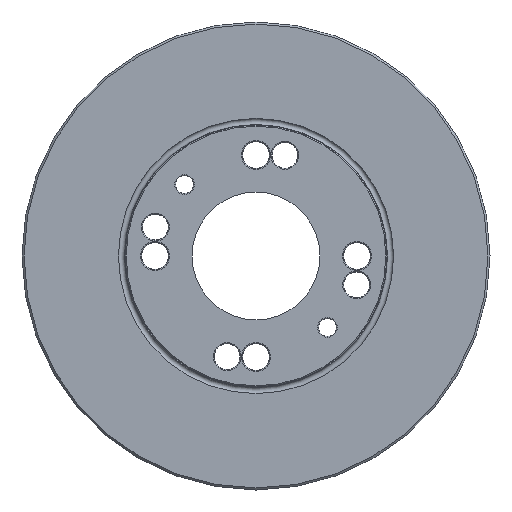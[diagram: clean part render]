
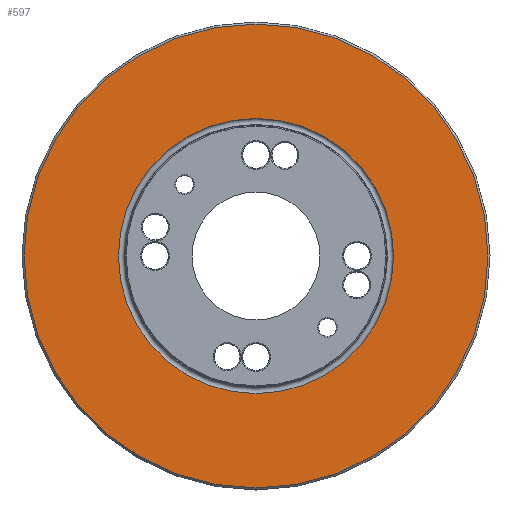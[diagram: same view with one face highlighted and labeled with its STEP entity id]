
A CAD part, left-side view. The second image highlights one B-rep face of the part: STEP entity #597.
In plain terms, the highlighted planar face has unit normal (-1, 0, 0).
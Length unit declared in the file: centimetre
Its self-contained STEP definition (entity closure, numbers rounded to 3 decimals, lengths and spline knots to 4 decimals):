
#24=PLANE('',#667);
#64=FACE_BOUND('',#190,.T.);
#122=FACE_OUTER_BOUND('',#189,.T.);
#189=EDGE_LOOP('',(#479));
#190=EDGE_LOOP('',(#480));
#296=CIRCLE('',#666,6.6749);
#297=CIRCLE('',#668,11.25);
#354=VERTEX_POINT('',#1006);
#355=VERTEX_POINT('',#1009);
#412=EDGE_CURVE('',#354,#354,#296,.T.);
#413=EDGE_CURVE('',#355,#355,#297,.T.);
#479=ORIENTED_EDGE('',*,*,#413,.T.);
#480=ORIENTED_EDGE('',*,*,#412,.T.);
#597=ADVANCED_FACE('',(#122,#64),#24,.T.);
#666=AXIS2_PLACEMENT_3D('',#1007,#802,#803);
#667=AXIS2_PLACEMENT_3D('',#1008,#804,#805);
#668=AXIS2_PLACEMENT_3D('',#1010,#806,#807);
#802=DIRECTION('center_axis',(1.,0.,0.));
#803=DIRECTION('ref_axis',(0.,0.,-1.));
#804=DIRECTION('center_axis',(-1.,0.,0.));
#805=DIRECTION('ref_axis',(0.,0.,-1.));
#806=DIRECTION('center_axis',(-1.,0.,0.));
#807=DIRECTION('ref_axis',(0.,1.,0.));
#1006=CARTESIAN_POINT('',(-2.63,6.6749,0.));
#1007=CARTESIAN_POINT('Origin',(-2.63,0.,0.));
#1008=CARTESIAN_POINT('Origin',(-2.63,0.,0.));
#1009=CARTESIAN_POINT('',(-2.63,11.25,0.));
#1010=CARTESIAN_POINT('Origin',(-2.63,0.,0.));
